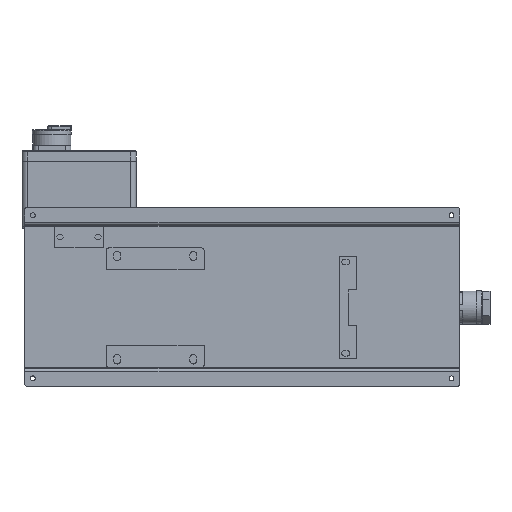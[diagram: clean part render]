
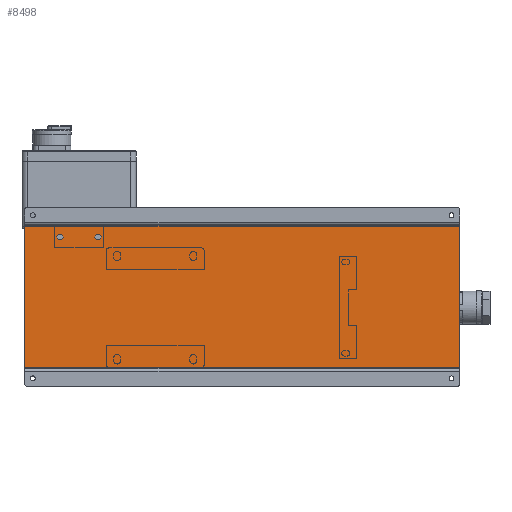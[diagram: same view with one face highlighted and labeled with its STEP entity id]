
A CAD part, front view. The second image highlights one B-rep face of the part: STEP entity #8498.
In plain terms, the highlighted planar face has unit normal (0, -1, 0).
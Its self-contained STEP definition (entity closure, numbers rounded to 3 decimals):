
#3230 = VERTEX_POINT ( 'NONE', #28041 ) ;
#4102 = VERTEX_POINT ( 'NONE', #21339 ) ;
#6404 = CARTESIAN_POINT ( 'NONE',  ( 400., 52., 130. ) ) ;
#8498 = ADVANCED_FACE ( 'NONE', ( #15773 ), #12716, .F. ) ;
#9007 = VECTOR ( 'NONE', #20974, 1000. ) ;
#12673 = ORIENTED_EDGE ( 'NONE', *, *, #26380, .F. ) ;
#12716 = PLANE ( 'NONE',  #42563 ) ;
#13203 = CARTESIAN_POINT ( 'NONE',  ( -400., 52., -130. ) ) ;
#15773 = FACE_OUTER_BOUND ( 'NONE', #33744, .T. ) ;
#16902 = DIRECTION ( 'NONE',  ( 0., 1., 0. ) ) ;
#17116 = CARTESIAN_POINT ( 'NONE',  ( 400., 52., -130. ) ) ;
#17218 = LINE ( 'NONE', #31464, #9007 ) ;
#20802 = EDGE_CURVE ( 'NONE', #21219, #29762, #29144, .T. ) ;
#20974 = DIRECTION ( 'NONE',  ( -1., 0., 0. ) ) ;
#21219 = VERTEX_POINT ( 'NONE', #34409 ) ;
#21339 = CARTESIAN_POINT ( 'NONE',  ( -400., 52., 130. ) ) ;
#23646 = EDGE_CURVE ( 'NONE', #3230, #4102, #17218, .T. ) ;
#26380 = EDGE_CURVE ( 'NONE', #3230, #21219, #38381, .T. ) ;
#28041 = CARTESIAN_POINT ( 'NONE',  ( 400., 52., 130. ) ) ;
#29144 = LINE ( 'NONE', #36854, #46082 ) ;
#29762 = VERTEX_POINT ( 'NONE', #36250 ) ;
#31119 = ORIENTED_EDGE ( 'NONE', *, *, #23646, .T. ) ;
#31353 = DIRECTION ( 'NONE',  ( 0., 0., 1. ) ) ;
#31464 = CARTESIAN_POINT ( 'NONE',  ( 400., 52., 130. ) ) ;
#33744 = EDGE_LOOP ( 'NONE', ( #38708, #35120, #12673, #31119 ) ) ;
#34409 = CARTESIAN_POINT ( 'NONE',  ( 400., 52., -130. ) ) ;
#34435 = LINE ( 'NONE', #13203, #36677 ) ;
#34736 = EDGE_CURVE ( 'NONE', #4102, #29762, #34435, .T. ) ;
#35118 = DIRECTION ( 'NONE',  ( 0., 0., -1. ) ) ;
#35120 = ORIENTED_EDGE ( 'NONE', *, *, #20802, .F. ) ;
#36250 = CARTESIAN_POINT ( 'NONE',  ( -400., 52., -130. ) ) ;
#36677 = VECTOR ( 'NONE', #41657, 1000. ) ;
#36854 = CARTESIAN_POINT ( 'NONE',  ( 400., 52., -130. ) ) ;
#38381 = LINE ( 'NONE', #6404, #43556 ) ;
#38708 = ORIENTED_EDGE ( 'NONE', *, *, #34736, .T. ) ;
#41657 = DIRECTION ( 'NONE',  ( 0., 0., -1. ) ) ;
#42563 = AXIS2_PLACEMENT_3D ( 'NONE', #17116, #16902, #31353 ) ;
#43391 = DIRECTION ( 'NONE',  ( -1., 0., 0. ) ) ;
#43556 = VECTOR ( 'NONE', #35118, 1000. ) ;
#46082 = VECTOR ( 'NONE', #43391, 1000. ) ;
